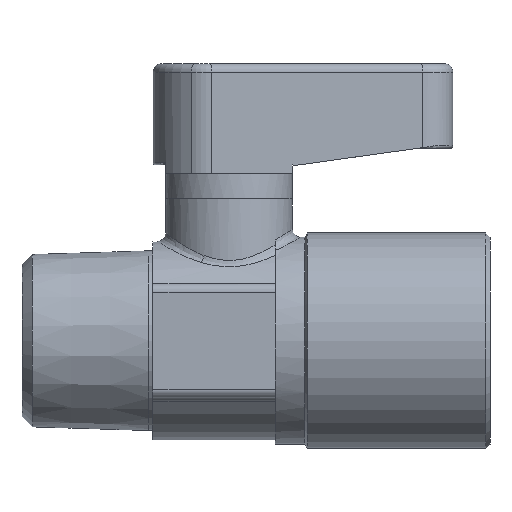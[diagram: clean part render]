
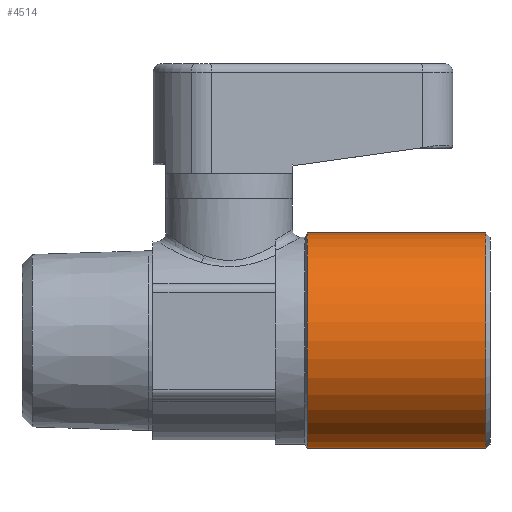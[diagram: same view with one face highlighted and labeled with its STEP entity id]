
A CAD part, front view. The second image highlights one B-rep face of the part: STEP entity #4514.
In plain terms, the highlighted cylindrical face has radius 12.75 mm (diameter 25.5 mm), a full revolution.
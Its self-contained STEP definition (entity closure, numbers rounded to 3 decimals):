
#1927=ORIENTED_EDGE('',*,*,#2445,.T.);
#1928=ORIENTED_EDGE('',*,*,#2444,.F.);
#2257=CIRCLE('',#4340,12.75);
#2258=CIRCLE('',#4342,12.75);
#2332=VERTEX_POINT('',#3185);
#2333=VERTEX_POINT('',#3188);
#2444=EDGE_CURVE('',#2332,#2332,#2257,.T.);
#2445=EDGE_CURVE('',#2333,#2333,#2258,.T.);
#2615=EDGE_LOOP('',(#1927));
#2616=EDGE_LOOP('',(#1928));
#2710=FACE_BOUND('',#2615,.T.);
#2711=FACE_BOUND('',#2616,.T.);
#2817=DIRECTION('',(1.,0.,0.));
#2818=DIRECTION('',(0.,12.75,0.));
#2819=DIRECTION('',(-1.,0.,0.));
#2820=DIRECTION('',(0.,1.,0.));
#2821=DIRECTION('',(1.,0.,0.));
#2822=DIRECTION('',(0.,12.75,0.));
#3185=CARTESIAN_POINT('',(30.4,12.75,0.));
#3186=CARTESIAN_POINT('',(30.4,0.,0.));
#3187=CARTESIAN_POINT('',(30.4,0.,0.));
#3188=CARTESIAN_POINT('',(9.289,12.75,0.));
#3189=CARTESIAN_POINT('',(9.289,0.,0.));
#4340=AXIS2_PLACEMENT_3D('',#3186,#2817,#2818);
#4341=AXIS2_PLACEMENT_3D('',#3187,#2819,#2820);
#4342=AXIS2_PLACEMENT_3D('',#3189,#2821,#2822);
#4485=CYLINDRICAL_SURFACE('',#4341,12.75);
#4514=ADVANCED_FACE('',(#2710,#2711),#4485,.T.);
